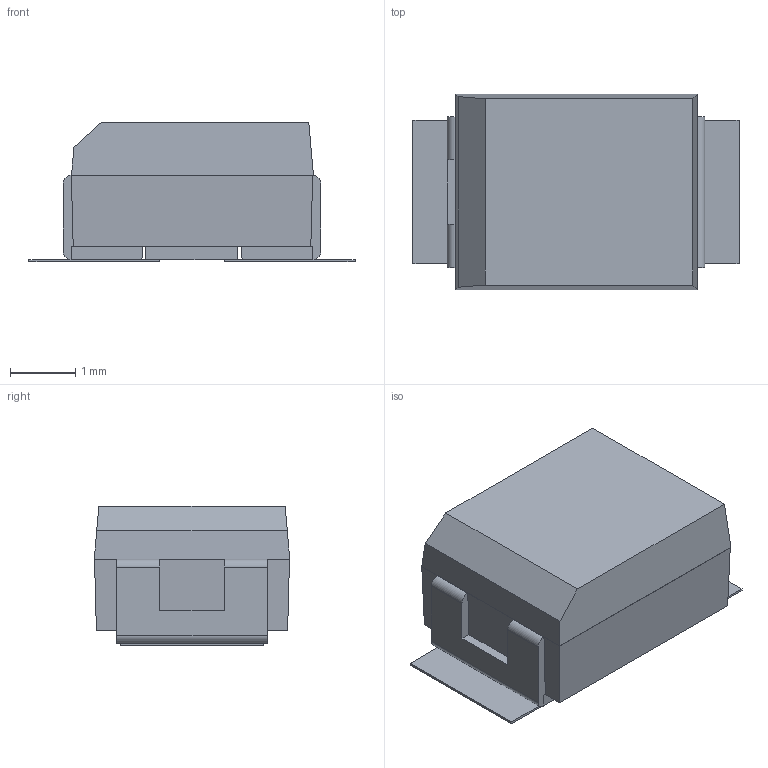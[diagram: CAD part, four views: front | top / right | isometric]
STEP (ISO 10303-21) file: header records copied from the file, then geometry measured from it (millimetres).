
FILE_DESCRIPTION (( 'STEP AP214' ), '1' );
FILE_NAME ('User Library-Solid Tantalum Chip Capacitor.STEP', '2019-01-14T14:37:31', ( '' ), ( '' ), 'SwSTEP 2.0', 'SolidWorks 2018', '' );
FILE_SCHEMA (( 'AUTOMOTIVE_DESIGN' ));
Length unit declared in the file: inch
Products named in the file (1): User Library-Solid Tantalum Chip Capacitor
Bounding box: 5 x 3 x 2.14 mm (x, y, z)
Volume: 23 mm3; surface area: 58.7 mm2
Topology: 1 solids, 1 shells, 65 faces, 174 edges, 108 vertices
Faces by surface type: plane 58, cylinder 7
Entity records: 2837 total; most frequent: ORIENTED_EDGE 348, CARTESIAN_POINT 348, DIRECTION 320, EDGE_CURVE 174, LINE 160, VECTOR 160, VERTEX_POINT 108, AXIS2_PLACEMENT_3D 80
